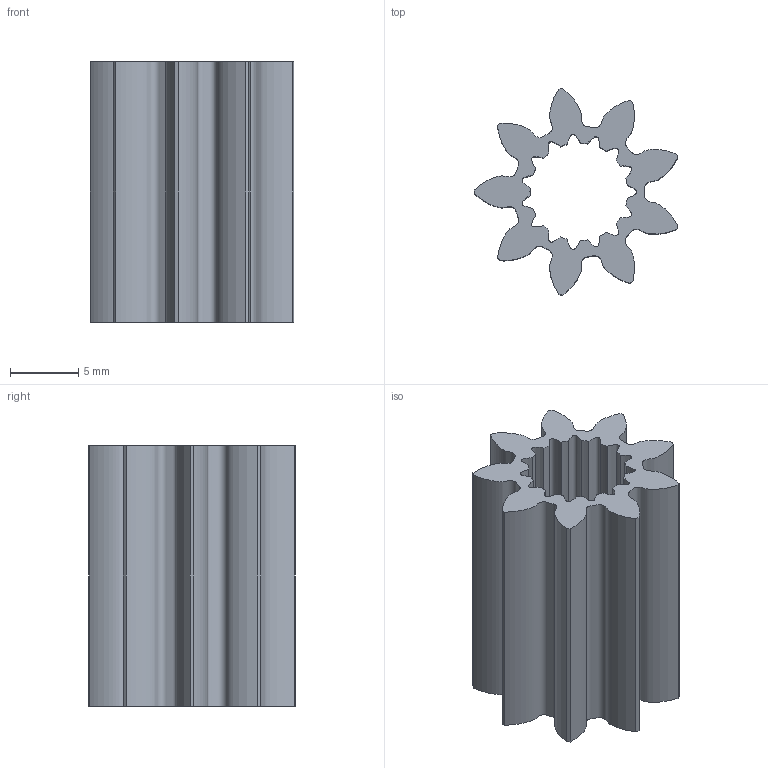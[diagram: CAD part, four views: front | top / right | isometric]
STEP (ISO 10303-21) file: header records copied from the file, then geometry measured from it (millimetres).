
FILE_DESCRIPTION (( 'STEP AP214' ), '1' );
FILE_NAME ('WCP-1007 Rev1.step', '2023-10-11T20:26:38', ( '' ), ( '' ), 'SwSTEP 2.0', 'SolidWorks 2022', '' );
FILE_SCHEMA (( 'AUTOMOTIVE_DESIGN' ));
Length unit declared in the file: inch
Products named in the file (1): WCP-1007 Rev1
Bounding box: 14.87 x 15.1 x 19.05 mm (x, y, z)
Volume: 1420.1 mm3; surface area: 2124.1 mm2
Topology: 1 solids, 1 shells, 51 faces, 147 edges, 98 vertices
Faces by surface type: cylinder 25, bspline 24, plane 2
Entity records: 6535 total; most frequent: CARTESIAN_POINT 5265, ORIENTED_EDGE 294, DIRECTION 205, EDGE_CURVE 147, VERTEX_POINT 98, AXIS2_PLACEMENT_3D 78, EDGE_LOOP 53, ADVANCED_FACE 51
